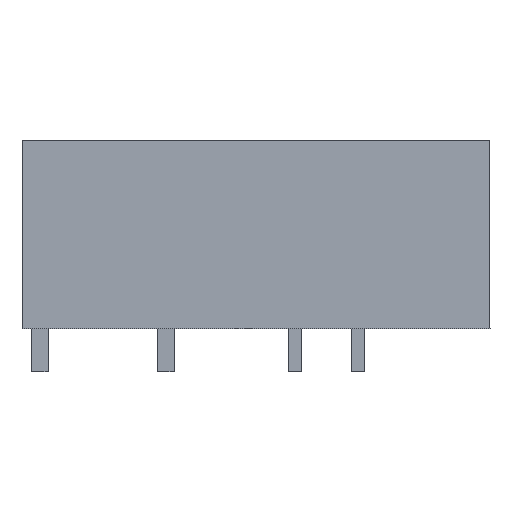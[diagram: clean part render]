
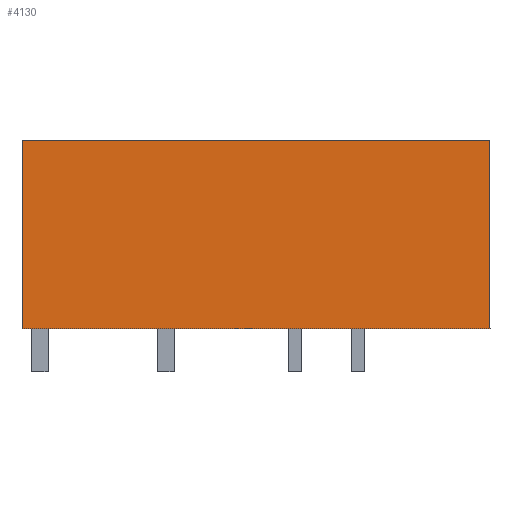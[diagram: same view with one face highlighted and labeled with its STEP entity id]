
A CAD part, left-side view. The second image highlights one B-rep face of the part: STEP entity #4130.
In plain terms, the highlighted planar face has unit normal (-1, 0, 0).
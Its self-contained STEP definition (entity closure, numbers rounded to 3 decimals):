
#4117=AXIS2_PLACEMENT_3D('Plane Axis2P3D',#4114,#4115,#4116) ;
#1238=CARTESIAN_POINT('Vertex',(0.,28.3,2.6)) ;
#1241=CARTESIAN_POINT('Line Origine',(0.,28.3,8.3)) ;
#1245=CARTESIAN_POINT('Vertex',(0.,28.3,14.)) ;
#1273=CARTESIAN_POINT('Line Origine',(0.,14.15,14.)) ;
#1277=CARTESIAN_POINT('Vertex',(0.,0.,14.)) ;
#3265=CARTESIAN_POINT('Line Origine',(0.,0.,8.3)) ;
#3269=CARTESIAN_POINT('Vertex',(0.,0.,2.6)) ;
#4114=CARTESIAN_POINT('Axis2P3D Location',(0.,28.3,-0.9)) ;
#4119=CARTESIAN_POINT('Line Origine',(0.,14.15,2.6)) ;
#1242=DIRECTION('Vector Direction',(0.,0.,1.)) ;
#1274=DIRECTION('Vector Direction',(0.,1.,0.)) ;
#3266=DIRECTION('Vector Direction',(0.,0.,-1.)) ;
#4115=DIRECTION('Axis2P3D Direction',(-1.,0.,0.)) ;
#4116=DIRECTION('Axis2P3D XDirection',(0.,-1.,0.)) ;
#4120=DIRECTION('Vector Direction',(0.,1.,0.)) ;
#1243=VECTOR('Line Direction',#1242,1.) ;
#1275=VECTOR('Line Direction',#1274,1.) ;
#3267=VECTOR('Line Direction',#3266,1.) ;
#4121=VECTOR('Line Direction',#4120,1.) ;
#4125=ORIENTED_EDGE('',*,*,#4123,.F.) ;
#4126=ORIENTED_EDGE('',*,*,#3271,.F.) ;
#4127=ORIENTED_EDGE('',*,*,#1279,.T.) ;
#4128=ORIENTED_EDGE('',*,*,#1247,.T.) ;
#4130=ADVANCED_FACE('housing',(#4129),#4118,.T.) ;
#1247=EDGE_CURVE('',#1246,#1239,#1244,.F.) ;
#1279=EDGE_CURVE('',#1278,#1246,#1276,.T.) ;
#3271=EDGE_CURVE('',#1278,#3270,#3268,.T.) ;
#4123=EDGE_CURVE('',#3270,#1239,#4122,.T.) ;
#4124=EDGE_LOOP('',(#4125,#4126,#4127,#4128)) ;
#4129=FACE_OUTER_BOUND('',#4124,.T.) ;
#1244=LINE('Line',#1241,#1243) ;
#1276=LINE('Line',#1273,#1275) ;
#3268=LINE('Line',#3265,#3267) ;
#4122=LINE('Line',#4119,#4121) ;
#4118=PLANE('',#4117) ;
#1239=VERTEX_POINT('',#1238) ;
#1246=VERTEX_POINT('',#1245) ;
#1278=VERTEX_POINT('',#1277) ;
#3270=VERTEX_POINT('',#3269) ;
